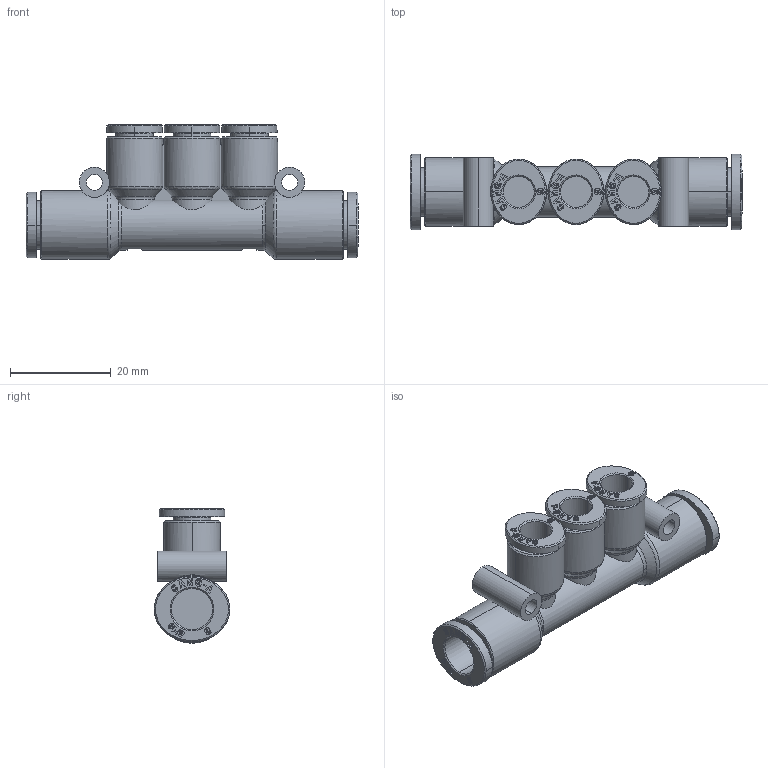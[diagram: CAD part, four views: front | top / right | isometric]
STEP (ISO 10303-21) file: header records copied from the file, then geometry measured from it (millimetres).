
FILE_DESCRIPTION (( 'STEP AP214' ), '1' );
FILE_NAME ('PKG08-06.stp', '2015-09-17T08:28:50', ( '' ), ( '' ), 'SwSTEP 2.0', 'SolidWorks 2015', '' );
FILE_SCHEMA (( 'AUTOMOTIVE_DESIGN' ));
Length unit declared in the file: millimetre
Products named in the file (2): ｦ+ﾃｦ2; PKG08-06
Assembly tree (1 placements, depth 2):
  PKG08-06
    ｦ+ﾃｦ2
Bounding box: 66 x 15 x 26.75 mm (x, y, z)
Volume: 8835 mm3; surface area: 7677.3 mm2
Topology: 1 solids, 1 shells, 1496 faces, 4223 edges, 2806 vertices
Faces by surface type: plane 1198, bspline 166, cylinder 88, cone 33, torus 11
Entity records: 54385 total; most frequent: CARTESIAN_POINT 16135, ORIENTED_EDGE 8446, DIRECTION 6670, EDGE_CURVE 4223, VECTOR 3520, LINE 3520, VERTEX_POINT 2806, EDGE_LOOP 1577
